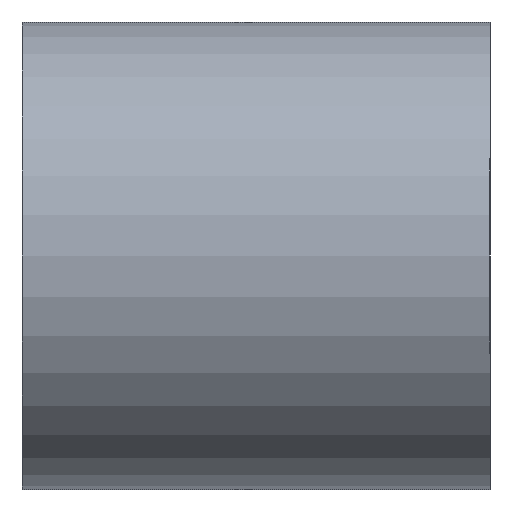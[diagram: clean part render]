
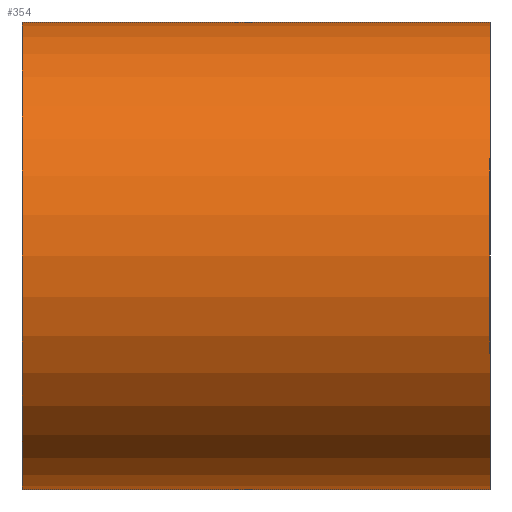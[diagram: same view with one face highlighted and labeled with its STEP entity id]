
A CAD part, left-side view. The second image highlights one B-rep face of the part: STEP entity #354.
In plain terms, the highlighted cylindrical face has radius 6.337 mm (diameter 12.675 mm), a partial arc.
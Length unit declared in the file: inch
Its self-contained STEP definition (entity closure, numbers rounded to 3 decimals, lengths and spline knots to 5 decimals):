
#13 = AXIS2_PLACEMENT_3D ( 'NONE', #189, #137, #194 ) ;
#44 = AXIS2_PLACEMENT_3D ( 'NONE', #81, #166, #182 ) ;
#47 = VECTOR ( 'NONE', #176, 39.37008 ) ;
#53 = AXIS2_PLACEMENT_3D ( 'NONE', #128, #200, #161 ) ;
#54 = CIRCLE ( 'NONE', #44, 0.2495 ) ;
#56 = VECTOR ( 'NONE', #76, 39.37008 ) ;
#62 = CIRCLE ( 'NONE', #53, 0.2495 ) ;
#76 = DIRECTION ( 'NONE',  ( 0., -1., 0. ) ) ;
#81 = CARTESIAN_POINT ( 'NONE',  ( -1.34942, 0.76139, 0.02528 ) ) ;
#82 = CARTESIAN_POINT ( 'NONE',  ( -1.34942, 0.76139, -0.22422 ) ) ;
#85 = CARTESIAN_POINT ( 'NONE',  ( -1.34942, 1.26139, -0.22422 ) ) ;
#107 = CARTESIAN_POINT ( 'NONE',  ( -1.34942, 1.26139, -0.22422 ) ) ;
#113 = CARTESIAN_POINT ( 'NONE',  ( -1.34942, 1.26139, 0.27478 ) ) ;
#124 = CARTESIAN_POINT ( 'NONE',  ( -1.34942, 0.76139, 0.27478 ) ) ;
#128 = CARTESIAN_POINT ( 'NONE',  ( -1.34942, 1.26139, 0.02528 ) ) ;
#137 = DIRECTION ( 'NONE',  ( 0., -1., 0. ) ) ;
#161 = DIRECTION ( 'NONE',  ( 0., 0., 1. ) ) ;
#166 = DIRECTION ( 'NONE',  ( 0., 1., 0. ) ) ;
#167 = CARTESIAN_POINT ( 'NONE',  ( -1.34942, 1.26139, 0.27478 ) ) ;
#176 = DIRECTION ( 'NONE',  ( 0., -1., 0. ) ) ;
#182 = DIRECTION ( 'NONE',  ( 0., 0., 1. ) ) ;
#189 = CARTESIAN_POINT ( 'NONE',  ( -1.34942, 1.26139, 0.02528 ) ) ;
#194 = DIRECTION ( 'NONE',  ( 0., 0., -1. ) ) ;
#200 = DIRECTION ( 'NONE',  ( 0., 1., 0. ) ) ;
#245 = LINE ( 'NONE', #85, #47 ) ;
#249 = LINE ( 'NONE', #167, #56 ) ;
#255 = CYLINDRICAL_SURFACE ( 'NONE', #13, 0.2495 ) ;
#256 = FACE_OUTER_BOUND ( 'NONE', #271, .T. ) ;
#271 = EDGE_LOOP ( 'NONE', ( #318, #323, #315, #289 ) ) ;
#289 = ORIENTED_EDGE ( 'NONE', *, *, #372, .T. ) ;
#315 = ORIENTED_EDGE ( 'NONE', *, *, #370, .T. ) ;
#318 = ORIENTED_EDGE ( 'NONE', *, *, #364, .F. ) ;
#323 = ORIENTED_EDGE ( 'NONE', *, *, #366, .F. ) ;
#333 = VERTEX_POINT ( 'NONE', #124 ) ;
#335 = VERTEX_POINT ( 'NONE', #82 ) ;
#337 = VERTEX_POINT ( 'NONE', #107 ) ;
#341 = VERTEX_POINT ( 'NONE', #113 ) ;
#354 = ADVANCED_FACE ( 'NONE', ( #256 ), #255, .T. ) ;
#364 = EDGE_CURVE ( 'NONE', #341, #333, #249, .T. ) ;
#366 = EDGE_CURVE ( 'NONE', #337, #341, #62, .T. ) ;
#370 = EDGE_CURVE ( 'NONE', #337, #335, #245, .T. ) ;
#372 = EDGE_CURVE ( 'NONE', #335, #333, #54, .T. ) ;
